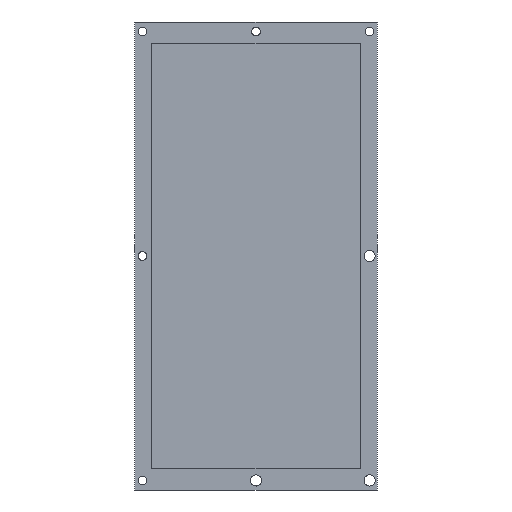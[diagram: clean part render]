
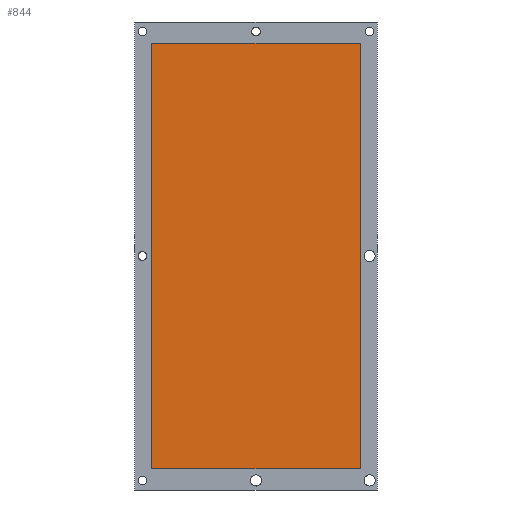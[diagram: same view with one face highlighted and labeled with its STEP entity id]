
A CAD part, front view. The second image highlights one B-rep face of the part: STEP entity #844.
In plain terms, the highlighted planar face has unit normal (0, -1, 0).
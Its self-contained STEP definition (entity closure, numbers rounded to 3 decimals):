
#1=DIRECTION('',(0.,0.,-1.));
#2=VECTOR('',#1,223.);
#3=CARTESIAN_POINT('',(54.5,0.,111.5));
#4=LINE('',#3,#2);
#5=DIRECTION('',(-1.,0.,0.));
#6=VECTOR('',#5,109.);
#7=CARTESIAN_POINT('',(54.5,0.,-111.5));
#8=LINE('',#7,#6);
#9=DIRECTION('',(0.,0.,1.));
#10=VECTOR('',#9,223.);
#11=CARTESIAN_POINT('',(-54.5,0.,-111.5));
#12=LINE('',#11,#10);
#13=DIRECTION('',(1.,0.,0.));
#14=VECTOR('',#13,109.);
#15=CARTESIAN_POINT('',(-54.5,0.,111.5));
#16=LINE('',#15,#14);
#677=CARTESIAN_POINT('',(54.5,0.,111.5));
#678=CARTESIAN_POINT('',(54.5,0.,-111.5));
#679=VERTEX_POINT('',#677);
#680=VERTEX_POINT('',#678);
#681=CARTESIAN_POINT('',(-54.5,0.,-111.5));
#682=VERTEX_POINT('',#681);
#683=CARTESIAN_POINT('',(-54.5,0.,111.5));
#684=VERTEX_POINT('',#683);
#829=CARTESIAN_POINT('',(0.,0.,0.));
#830=DIRECTION('',(0.,1.,0.));
#831=DIRECTION('',(1.,0.,0.));
#832=AXIS2_PLACEMENT_3D('',#829,#830,#831);
#833=PLANE('',#832);
#835=ORIENTED_EDGE('',*,*,#834,.T.);
#837=ORIENTED_EDGE('',*,*,#836,.T.);
#839=ORIENTED_EDGE('',*,*,#838,.T.);
#841=ORIENTED_EDGE('',*,*,#840,.T.);
#842=EDGE_LOOP('',(#835,#837,#839,#841));
#843=FACE_OUTER_BOUND('',#842,.F.);
#844=ADVANCED_FACE('',(#843),#833,.F.);
#834=EDGE_CURVE('',#679,#680,#4,.T.);
#836=EDGE_CURVE('',#680,#682,#8,.T.);
#838=EDGE_CURVE('',#682,#684,#12,.T.);
#840=EDGE_CURVE('',#684,#679,#16,.T.);
